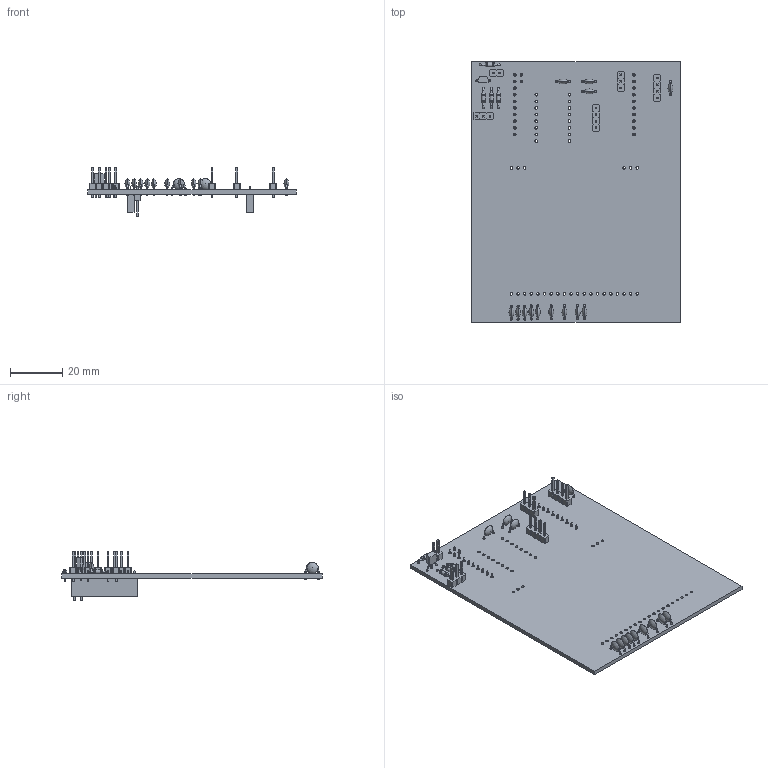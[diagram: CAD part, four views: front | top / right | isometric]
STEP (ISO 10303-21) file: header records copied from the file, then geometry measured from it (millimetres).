
FILE_DESCRIPTION(('KiCad electronic assembly'),'2;1');
FILE_NAME('PCB_Project.step','2024-03-19T15:12:33',('Pcbnew'),('Kicad'), 'Open CASCADE STEP processor 7.6','KiCad to STEP converter','Unknown' );
FILE_SCHEMA(('AUTOMOTIVE_DESIGN { 1 0 10303 214 1 1 1 1 }'));
Length unit declared in the file: millimetre
Products named in the file (16): PCB_Project 1; PinHeader_1x03_P2.54mm_Vertical; SOLID; PinHeader_1x04_P2.54mm_Vertical; C_Disc_D4.3mm_W1.9mm_P5.00mm; TO-92S_Wide; PinHeader_1x02_P2.54mm_Vertical; R_Axial_DIN0204_L3.6mm_D1.6mm_P7.62mm_Horizontal; PinSocket_1x10_P2.54mm_Vertical; PCB_Project PCB
Assembly tree (34 placements, depth 3):
  PCB_Project 1
    PinHeader_1x03_P2.54mm_Vertical  x2
      SOLID
    PinHeader_1x04_P2.54mm_Vertical  x2
      SOLID
    C_Disc_D4.3mm_W1.9mm_P5.00mm  x13
      SOLID
    TO-92S_Wide
      SOLID
    PinHeader_1x02_P2.54mm_Vertical  x2
      SOLID
    R_Axial_DIN0204_L3.6mm_D1.6mm_P7.62mm_Horizontal  x4
      SOLID
    PinSocket_1x10_P2.54mm_Vertical  x2
      SOLID
    PCB_Project PCB
Bounding box: 80 x 100 x 18.76 mm (x, y, z)
Volume: 13994.9 mm3; surface area: 20208.5 mm2
Topology: 27 solids, 27 shells, 1448 faces, 3602 edges, 2297 vertices
Faces by surface type: plane 1183, cylinder 197, revolution 26, sphere 26, torus 16
Full cylindrical faces by diameter (mm): 0.5 x68, 0.7 x8, 0.75 x3, 0.8 x26, 1 x80, 1.44 x4, 1.6 x8
Entity records: 52622 total; most frequent: CARTESIAN_POINT 10018, DIRECTION 7097, LINE 5031, VECTOR 5031, ORIENTED_EDGE 3710, PCURVE 3710, DEFINITIONAL_REPRESENTATION 3710, EDGE_CURVE 1855
